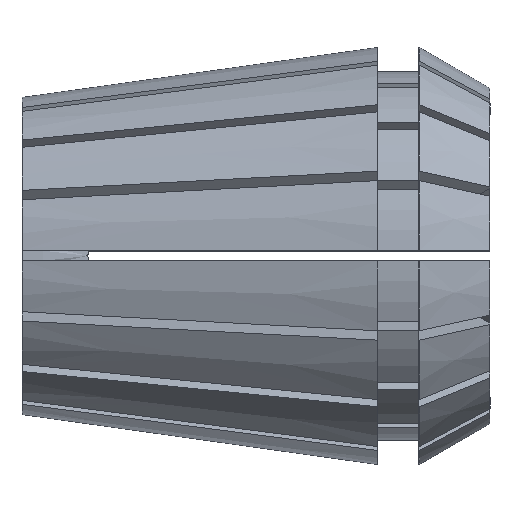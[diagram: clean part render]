
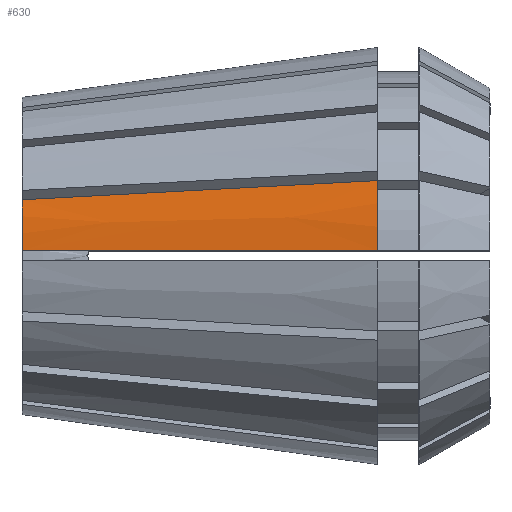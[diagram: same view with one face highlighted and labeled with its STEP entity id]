
A CAD part, top view. The second image highlights one B-rep face of the part: STEP entity #630.
In plain terms, the highlighted conical face has half-angle 8 degrees and reference radius 20.5 mm.
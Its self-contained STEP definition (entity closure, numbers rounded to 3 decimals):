
#116 = CARTESIAN_POINT ( 'NONE',  ( 0., 0., 0. ) ) ;
#327 = CARTESIAN_POINT ( 'NONE',  ( 0., 5.503, 14.592 ) ) ;
#366 = VERTEX_POINT ( 'NONE', #651 ) ;
#438 = VERTEX_POINT ( 'NONE', #5076 ) ;
#448 = CARTESIAN_POINT ( 'NONE',  ( 0., 5.503, 14.592 ) ) ;
#488 = FACE_OUTER_BOUND ( 'NONE', #1964, .T. ) ;
#576 = DIRECTION ( 'NONE',  ( 0., 0., 1. ) ) ;
#630 = ADVANCED_FACE ( 'NONE', ( #488 ), #4818, .T. ) ;
#651 = CARTESIAN_POINT ( 'NONE',  ( 34.9, 7.381, 19.126 ) ) ;
#670 = CARTESIAN_POINT ( 'NONE',  ( 33.268, 0.5, 20.265 ) ) ;
#729 = VERTEX_POINT ( 'NONE', #5492 ) ;
#1020 = VERTEX_POINT ( 'NONE', #448 ) ;
#1132 = CARTESIAN_POINT ( 'NONE',  ( 23.065, 0.5, 18.83 ) ) ;
#1380 = ORIENTED_EDGE ( 'NONE', *, *, #2573, .F. ) ;
#1395 = DIRECTION ( 'NONE',  ( -1., 0., 0. ) ) ;
#1459 = B_SPLINE_CURVE_WITH_KNOTS ( 'NONE', 3,
 ( #2572, #5677, #3011, #327 ),
 .UNSPECIFIED., .F., .F.,
 ( 4, 4 ),
 ( 0., 0.035 ),
 .UNSPECIFIED. ) ;
#1568 = CARTESIAN_POINT ( 'NONE',  ( 4.29, 0.5, 16.191 ) ) ;
#1896 = DIRECTION ( 'NONE',  ( 1., 0., 0. ) ) ;
#1919 = CARTESIAN_POINT ( 'NONE',  ( 34.9, 0., 0. ) ) ;
#1942 = DIRECTION ( 'NONE',  ( 0., 0., -1. ) ) ;
#1964 = EDGE_LOOP ( 'NONE', ( #3183, #4593, #2722, #1380 ) ) ;
#2028 = CARTESIAN_POINT ( 'NONE',  ( 1.43, 0.5, 15.789 ) ) ;
#2490 = CIRCLE ( 'NONE', #2712, 20.5 ) ;
#2572 = CARTESIAN_POINT ( 'NONE',  ( 34.9, 7.381, 19.126 ) ) ;
#2573 = EDGE_CURVE ( 'NONE', #438, #729, #4560, .T. ) ;
#2712 = AXIS2_PLACEMENT_3D ( 'NONE', #4055, #1395, #4503 ) ;
#2722 = ORIENTED_EDGE ( 'NONE', *, *, #4632, .F. ) ;
#3011 = CARTESIAN_POINT ( 'NONE',  ( 11.633, 6.129, 16.104 ) ) ;
#3183 = ORIENTED_EDGE ( 'NONE', *, *, #4932, .T. ) ;
#3256 = DIRECTION ( 'NONE',  ( -1., 0., 0. ) ) ;
#3475 = EDGE_CURVE ( 'NONE', #366, #1020, #1459, .T. ) ;
#3599 = CIRCLE ( 'NONE', #5725, 15.595 ) ;
#3808 = CARTESIAN_POINT ( 'NONE',  ( 32.452, 0.5, 20.15 ) ) ;
#4055 = CARTESIAN_POINT ( 'NONE',  ( 34.9, 0., 0. ) ) ;
#4212 = AXIS2_PLACEMENT_3D ( 'NONE', #1919, #1896, #1942 ) ;
#4246 = CARTESIAN_POINT ( 'NONE',  ( 13.678, 0.5, 17.511 ) ) ;
#4503 = DIRECTION ( 'NONE',  ( 0., 0., 1. ) ) ;
#4560 = B_SPLINE_CURVE_WITH_KNOTS ( 'NONE', 3,
 ( #5566, #5112, #670, #3808, #1132, #4246, #1568, #4680, #2028, #5134 ),
 .UNSPECIFIED., .F., .F.,
 ( 4, 3, 3, 4 ),
 ( 0.076, 0.079, 0.107, 0.111 ),
 .UNSPECIFIED. ) ;
#4593 = ORIENTED_EDGE ( 'NONE', *, *, #3475, .T. ) ;
#4632 = EDGE_CURVE ( 'NONE', #729, #1020, #3599, .T. ) ;
#4680 = CARTESIAN_POINT ( 'NONE',  ( 2.86, 0.5, 15.99 ) ) ;
#4818 = CONICAL_SURFACE ( 'NONE', #4212, 20.5, 0.14 ) ;
#4932 = EDGE_CURVE ( 'NONE', #438, #366, #2490, .T. ) ;
#5076 = CARTESIAN_POINT ( 'NONE',  ( 34.9, 0.5, 20.494 ) ) ;
#5112 = CARTESIAN_POINT ( 'NONE',  ( 34.084, 0.5, 20.38 ) ) ;
#5134 = CARTESIAN_POINT ( 'NONE',  ( 0., 0.5, 15.587 ) ) ;
#5492 = CARTESIAN_POINT ( 'NONE',  ( 0., 0.5, 15.587 ) ) ;
#5566 = CARTESIAN_POINT ( 'NONE',  ( 34.9, 0.5, 20.494 ) ) ;
#5677 = CARTESIAN_POINT ( 'NONE',  ( 23.267, 6.755, 17.615 ) ) ;
#5725 = AXIS2_PLACEMENT_3D ( 'NONE', #116, #3256, #576 ) ;
